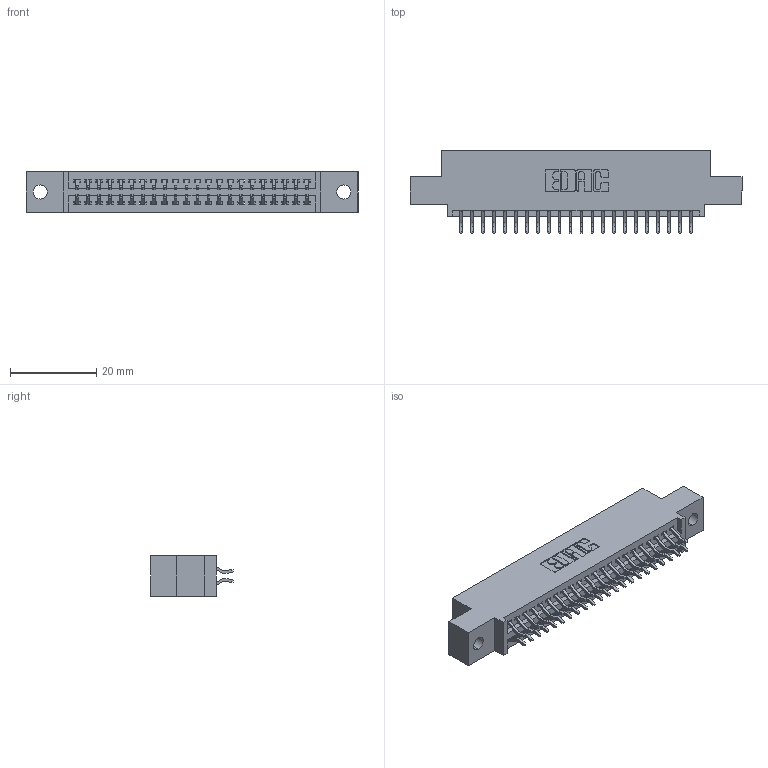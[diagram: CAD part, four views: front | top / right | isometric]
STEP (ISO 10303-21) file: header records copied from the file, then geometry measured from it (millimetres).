
FILE_DESCRIPTION (( 'STEP AP203' ), '1' );
FILE_NAME ('345-044-556-502.STEP', '2019-10-29T00:26:31', ( '' ), ( '' ), 'SwSTEP 2.0', 'SolidWorks 2016', '' );
FILE_SCHEMA (( 'CONFIG_CONTROL_DESIGN' ));
Length unit declared in the file: inch
Products named in the file (3): 345-044-556-502; 345 Part_0.110 Offset - 0.128 Dia; 345-292-001_556 Tail
Assembly tree (45 placements, depth 2):
  345-044-556-502
    345 Part_0.110 Offset - 0.128 Dia
    345-292-001_556 Tail  x44
Bounding box: 77.09 x 19.24 x 9.4 mm (x, y, z)
Volume: 7191.1 mm3; surface area: 10023.8 mm2
Topology: 45 solids, 45 shells, 2594 faces, 7701 edges, 5074 vertices
Faces by surface type: plane 1712, cylinder 882
Entity records: 20309 total; most frequent: CARTESIAN_POINT 3440, ORIENTED_EDGE 3362, DIRECTION 3045, EDGE_CURVE 1681, VECTOR 1453, LINE 1453, VERTEX_POINT 1118, AXIS2_PLACEMENT_3D 796
